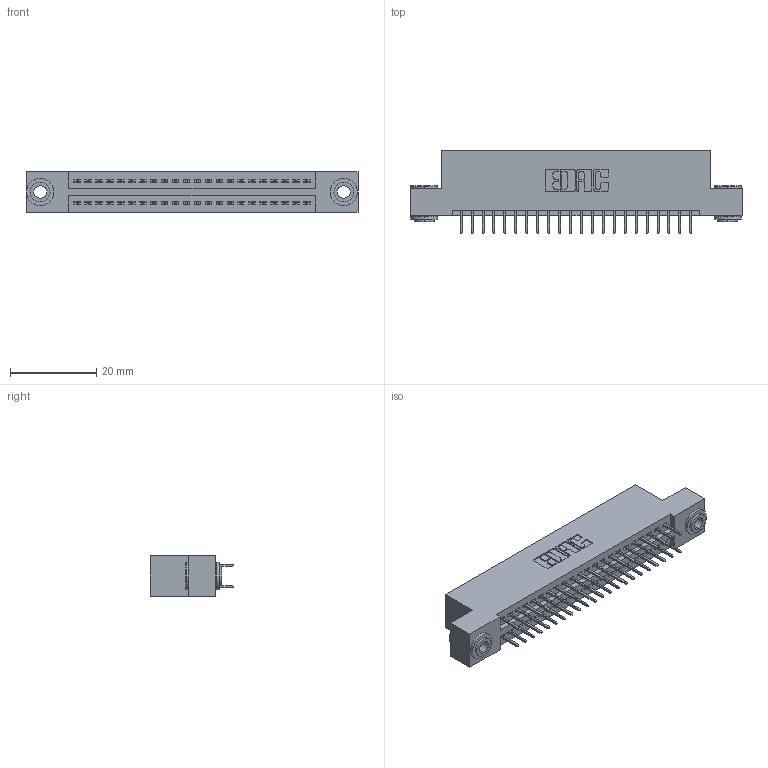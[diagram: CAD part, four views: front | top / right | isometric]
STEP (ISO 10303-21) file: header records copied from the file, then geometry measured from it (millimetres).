
FILE_DESCRIPTION (( 'STEP AP203' ), '1' );
FILE_NAME ('395-044-524-203.STEP', '2019-10-19T02:08:37', ( '' ), ( '' ), 'SwSTEP 2.0', 'SolidWorks 2016', '' );
FILE_SCHEMA (( 'CONFIG_CONTROL_DESIGN' ));
Length unit declared in the file: inch
Products named in the file (4): 345 Part_Flush Mounting Lugs - 0.156 Dia-TH; 345-292-001_345-293-124; 345-250-002_345-250-002-102; 395-044-524-203
Assembly tree (47 placements, depth 2):
  395-044-524-203
    345 Part_Flush Mounting Lugs - 0.156 Dia-TH
    345-292-001_345-293-124  x44
    345-250-002_345-250-002-102  x2
Bounding box: 77.09 x 19.35 x 9.4 mm (x, y, z)
Volume: 7255.7 mm3; surface area: 10366.9 mm2
Topology: 47 solids, 47 shells, 2540 faces, 7149 edges, 4586 vertices
Faces by surface type: plane 1806, cylinder 726, cone 8
Entity records: 20678 total; most frequent: CARTESIAN_POINT 3459, ORIENTED_EDGE 3386, DIRECTION 3107, EDGE_CURVE 1693, LINE 1453, VECTOR 1453, VERTEX_POINT 1122, AXIS2_PLACEMENT_3D 827
